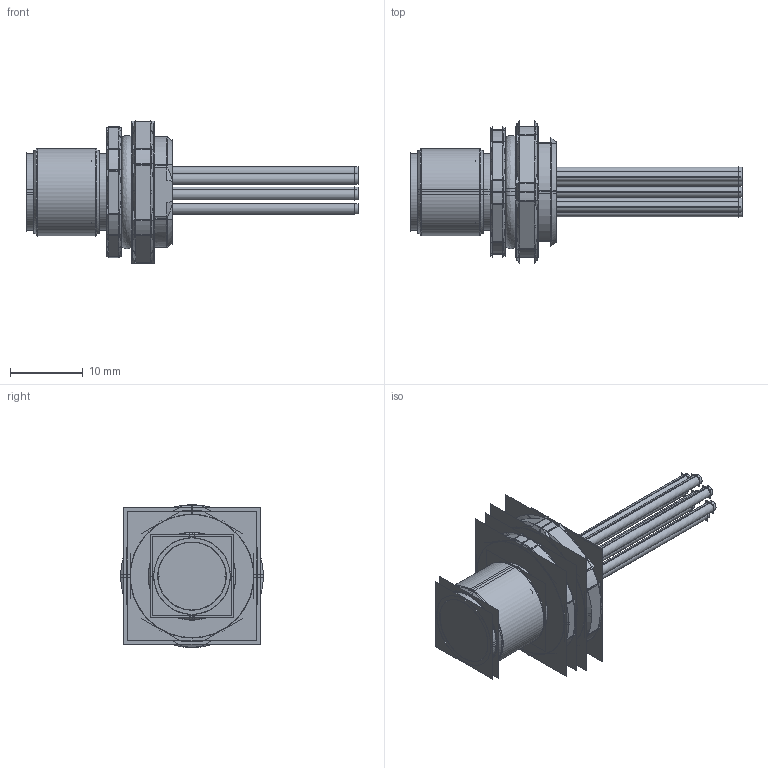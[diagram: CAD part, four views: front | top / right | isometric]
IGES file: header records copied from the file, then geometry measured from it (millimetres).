
Start section:  PTC IGES file: 237161_sm01.igs
Global section: file name: 237161_sm01.igs; native system: Creo Parametric by PTC Inc.; preprocessor: 2022414; author: banengservice; organization: Unknown; date: 20240604.092251; units: millimetre
Bounding box: 45.56 x 19.61 x 19.58 mm (x, y, z)
Volume: 3042.9 mm3; surface area: 13322.6 mm2
Topology: 1 solids, 1 shells, 592 faces, 3010 edges, 3773 vertices
Faces by surface type: revolution 244, bspline 198, extrusion 150
